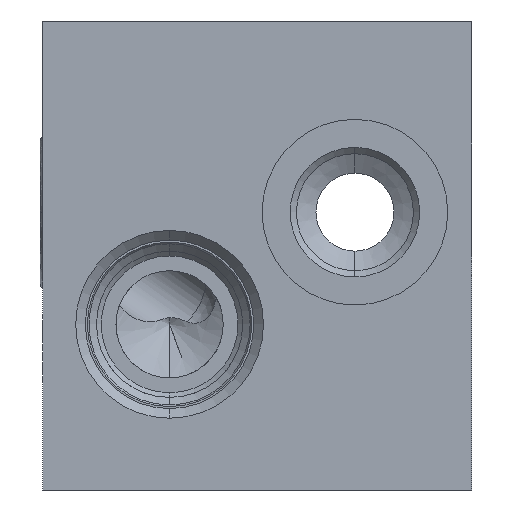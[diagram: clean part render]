
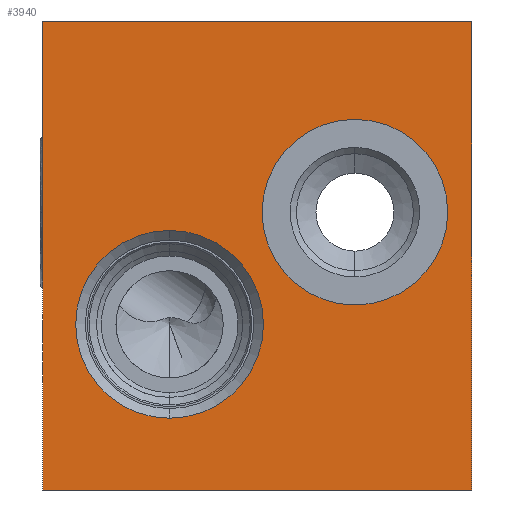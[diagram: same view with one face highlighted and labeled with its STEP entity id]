
A CAD part, front view. The second image highlights one B-rep face of the part: STEP entity #3940.
In plain terms, the highlighted planar face has unit normal (0, -1, 0).
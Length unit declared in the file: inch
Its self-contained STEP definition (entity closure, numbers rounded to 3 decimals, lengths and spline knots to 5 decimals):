
#5=DIRECTION('',(1.,0.,0.));
#6=VECTOR('',#5,2.75);
#7=CARTESIAN_POINT('',(0.,-4.25,0.));
#8=LINE('',#7,#6);
#85=DIRECTION('',(0.,0.,1.));
#86=VECTOR('',#85,3.);
#87=CARTESIAN_POINT('',(2.75,-4.25,0.));
#88=LINE('',#87,#86);
#109=DIRECTION('',(0.,0.,1.));
#110=VECTOR('',#109,3.);
#111=CARTESIAN_POINT('',(0.,-4.25,0.));
#112=LINE('',#111,#110);
#113=CARTESIAN_POINT('',(0.812,-4.25,1.062));
#114=DIRECTION('',(0.,1.,0.));
#115=DIRECTION('',(0.,0.,-1.));
#116=AXIS2_PLACEMENT_3D('',#113,#114,#115);
#118=CARTESIAN_POINT('',(0.812,-4.25,1.062));
#119=DIRECTION('',(0.,1.,0.));
#120=DIRECTION('',(0.,0.,1.));
#121=AXIS2_PLACEMENT_3D('',#118,#119,#120);
#123=CARTESIAN_POINT('',(2.,-4.25,1.781));
#124=DIRECTION('',(0.,1.,0.));
#125=DIRECTION('',(0.,0.,-1.));
#126=AXIS2_PLACEMENT_3D('',#123,#124,#125);
#128=CARTESIAN_POINT('',(2.,-4.25,1.781));
#129=DIRECTION('',(0.,1.,0.));
#130=DIRECTION('',(0.,0.,1.));
#131=AXIS2_PLACEMENT_3D('',#128,#129,#130);
#145=DIRECTION('',(1.,0.,0.));
#146=VECTOR('',#145,2.75);
#147=CARTESIAN_POINT('',(0.,-4.25,3.));
#148=LINE('',#147,#146);
#3458=CARTESIAN_POINT('',(0.,-4.25,0.));
#3460=VERTEX_POINT('',#3458);
#3461=CARTESIAN_POINT('',(2.75,-4.25,0.));
#3462=VERTEX_POINT('',#3461);
#3466=CARTESIAN_POINT('',(0.,-4.25,3.));
#3468=VERTEX_POINT('',#3466);
#3469=CARTESIAN_POINT('',(2.75,-4.25,3.));
#3470=VERTEX_POINT('',#3469);
#3509=CARTESIAN_POINT('',(0.812,-4.25,1.664));
#3510=VERTEX_POINT('',#3509);
#3519=CARTESIAN_POINT('',(0.812,-4.25,0.46));
#3520=VERTEX_POINT('',#3519);
#3543=CARTESIAN_POINT('',(2.,-4.25,1.186));
#3544=CARTESIAN_POINT('',(2.,-4.25,2.376));
#3545=VERTEX_POINT('',#3543);
#3546=VERTEX_POINT('',#3544);
#3916=CARTESIAN_POINT('',(0.,-4.25,0.));
#3917=DIRECTION('',(0.,-1.,0.));
#3918=DIRECTION('',(1.,0.,0.));
#3919=AXIS2_PLACEMENT_3D('',#3916,#3917,#3918);
#3920=PLANE('',#3919);
#3921=ORIENTED_EDGE('',*,*,#3816,.F.);
#3922=ORIENTED_EDGE('',*,*,#3835,.T.);
#3924=ORIENTED_EDGE('',*,*,#3923,.T.);
#3925=ORIENTED_EDGE('',*,*,#3896,.F.);
#3926=EDGE_LOOP('',(#3921,#3922,#3924,#3925));
#3927=FACE_OUTER_BOUND('',#3926,.F.);
#3929=ORIENTED_EDGE('',*,*,#3928,.F.);
#3931=ORIENTED_EDGE('',*,*,#3930,.F.);
#3932=EDGE_LOOP('',(#3929,#3931));
#3933=FACE_BOUND('',#3932,.F.);
#3935=ORIENTED_EDGE('',*,*,#3934,.F.);
#3937=ORIENTED_EDGE('',*,*,#3936,.F.);
#3938=EDGE_LOOP('',(#3935,#3937));
#3939=FACE_BOUND('',#3938,.F.);
#3940=ADVANCED_FACE('',(#3927,#3933,#3939),#3920,.T.);
#117=CIRCLE('',#116,0.602);
#122=CIRCLE('',#121,0.602);
#127=CIRCLE('',#126,0.595);
#132=CIRCLE('',#131,0.595);
#3816=EDGE_CURVE('',#3460,#3462,#8,.T.);
#3835=EDGE_CURVE('',#3460,#3468,#112,.T.);
#3896=EDGE_CURVE('',#3462,#3470,#88,.T.);
#3923=EDGE_CURVE('',#3468,#3470,#148,.T.);
#3928=EDGE_CURVE('',#3520,#3510,#117,.T.);
#3930=EDGE_CURVE('',#3510,#3520,#122,.T.);
#3934=EDGE_CURVE('',#3545,#3546,#127,.T.);
#3936=EDGE_CURVE('',#3546,#3545,#132,.T.);
